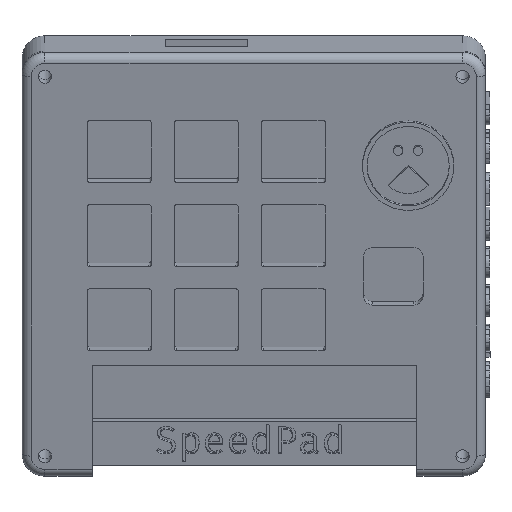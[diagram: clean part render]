
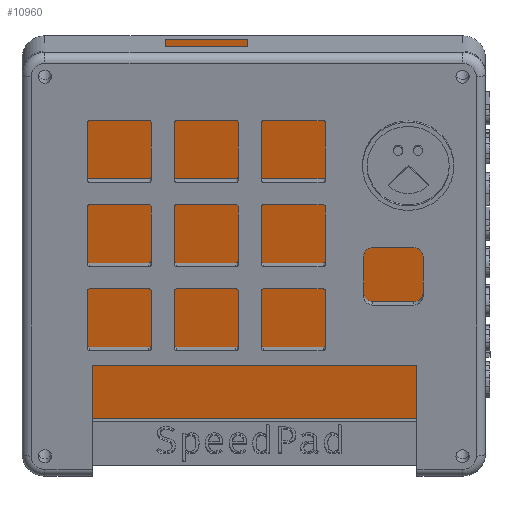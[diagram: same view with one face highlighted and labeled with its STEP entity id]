
A CAD part, top view. The second image highlights one B-rep face of the part: STEP entity #10960.
In plain terms, the highlighted planar face has unit normal (0, -0.259, 0.966).
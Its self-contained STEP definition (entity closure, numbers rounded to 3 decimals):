
#1187=LINE('',#13404,#2028);
#1194=LINE('',#13421,#2035);
#1197=LINE('',#13428,#2038);
#1757=LINE('',#21003,#2598);
#1760=LINE('',#21008,#2601);
#1762=LINE('',#21010,#2603);
#1764=LINE('',#21014,#2605);
#1765=LINE('',#21016,#2606);
#2028=VECTOR('',#11674,10.);
#2035=VECTOR('',#11691,10.);
#2038=VECTOR('',#11698,10.);
#2598=VECTOR('',#12488,10.);
#2601=VECTOR('',#12493,10.);
#2603=VECTOR('',#12495,10.);
#2605=VECTOR('',#12499,10.);
#2606=VECTOR('',#12502,10.);
#3438=FACE_OUTER_BOUND('',#4065,.T.);
#4065=EDGE_LOOP('',(#9557,#9558,#9559,#9560,#9561,#9562,#9563,#9564));
#4442=VERTEX_POINT('',#13401);
#4443=VERTEX_POINT('',#13403);
#4448=VERTEX_POINT('',#13419);
#4450=VERTEX_POINT('',#13427);
#5229=VERTEX_POINT('',#21001);
#5230=VERTEX_POINT('',#21002);
#5231=VERTEX_POINT('',#21007);
#5232=VERTEX_POINT('',#21012);
#5527=EDGE_CURVE('',#4442,#4443,#1187,.T.);
#5536=EDGE_CURVE('',#4442,#4448,#1194,.T.);
#5539=EDGE_CURVE('',#4443,#4450,#1197,.T.);
#6711=EDGE_CURVE('',#5229,#5230,#1757,.T.);
#6714=EDGE_CURVE('',#5231,#4450,#1760,.T.);
#6716=EDGE_CURVE('',#4448,#5229,#1762,.T.);
#6718=EDGE_CURVE('',#5230,#5232,#1764,.T.);
#6719=EDGE_CURVE('',#5232,#5231,#1765,.T.);
#9557=ORIENTED_EDGE('',*,*,#6714,.T.);
#9558=ORIENTED_EDGE('',*,*,#5539,.F.);
#9559=ORIENTED_EDGE('',*,*,#5527,.F.);
#9560=ORIENTED_EDGE('',*,*,#5536,.T.);
#9561=ORIENTED_EDGE('',*,*,#6716,.T.);
#9562=ORIENTED_EDGE('',*,*,#6711,.T.);
#9563=ORIENTED_EDGE('',*,*,#6718,.T.);
#9564=ORIENTED_EDGE('',*,*,#6719,.T.);
#10439=PLANE('',#11286);
#10960=ADVANCED_FACE('',(#3438),#10439,.T.);
#11286=AXIS2_PLACEMENT_3D('',#21020,#12508,#12509);
#11674=DIRECTION('',(1.,0.,0.));
#11691=DIRECTION('',(0.,-0.966,-0.259));
#11698=DIRECTION('',(0.,-0.966,-0.259));
#12488=DIRECTION('',(0.,-0.966,-0.259));
#12493=DIRECTION('',(-1.,0.,0.));
#12495=DIRECTION('',(-1.,0.,0.));
#12499=DIRECTION('',(1.,0.,0.));
#12502=DIRECTION('',(0.,0.966,0.259));
#12508=DIRECTION('center_axis',(0.,-0.259,0.966));
#12509=DIRECTION('ref_axis',(1.,0.,0.));
#13401=CARTESIAN_POINT('',(-64.994,20.856,27.719));
#13403=CARTESIAN_POINT('',(-46.994,20.856,27.719));
#13404=CARTESIAN_POINT('',(-29.997,20.856,27.719));
#13419=CARTESIAN_POINT('',(-64.994,11.197,25.13));
#13421=CARTESIAN_POINT('',(-64.994,20.856,27.719));
#13427=CARTESIAN_POINT('',(-46.994,11.197,25.13));
#13428=CARTESIAN_POINT('',(-46.994,20.856,27.719));
#21001=CARTESIAN_POINT('',(-86.4,11.197,25.13));
#21002=CARTESIAN_POINT('',(-86.4,-62.117,5.486));
#21003=CARTESIAN_POINT('',(-86.4,-43.789,10.397));
#21007=CARTESIAN_POINT('',(-5.,11.197,25.13));
#21008=CARTESIAN_POINT('',(-66.05,11.197,25.13));
#21010=CARTESIAN_POINT('',(-66.05,11.197,25.13));
#21012=CARTESIAN_POINT('',(-5.,-62.117,5.486));
#21014=CARTESIAN_POINT('',(-25.35,-62.117,5.486));
#21016=CARTESIAN_POINT('',(-5.,-7.132,20.219));
#21020=CARTESIAN_POINT('Origin',(-45.7,-25.46,15.308));
